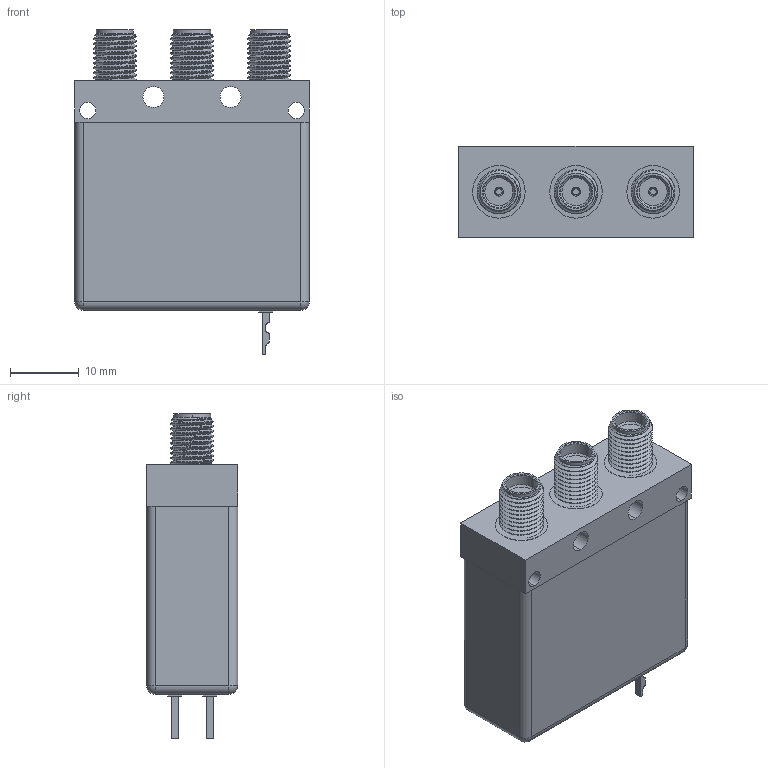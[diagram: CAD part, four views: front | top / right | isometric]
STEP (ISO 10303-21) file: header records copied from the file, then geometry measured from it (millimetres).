
FILE_DESCRIPTION (( 'STEP AP214' ), '1' );
FILE_NAME ('FMSW6419_3D.step', '2025-02-04T16:57:41', ( '' ), ( '' ), 'SwSTEP 2.0', 'SolidWorks 2022', '' );
FILE_SCHEMA (( 'AUTOMOTIVE_DESIGN' ));
Length unit declared in the file: inch
Products named in the file (1): FMSW6419_3D
Bounding box: 34.04 x 13.23 x 46.99 mm (x, y, z)
Volume: 15125.7 mm3; surface area: 5398.7 mm2
Topology: 4 solids, 4 shells, 516 faces, 1355 edges, 888 vertices
Faces by surface type: plane 284, cylinder 118, bspline 89, cone 21, sphere 4
Entity records: 22601 total; most frequent: CARTESIAN_POINT 10697, ORIENTED_EDGE 2702, DIRECTION 2025, EDGE_CURVE 1351, LINE 901, VECTOR 901, VERTEX_POINT 888, EDGE_LOOP 569
